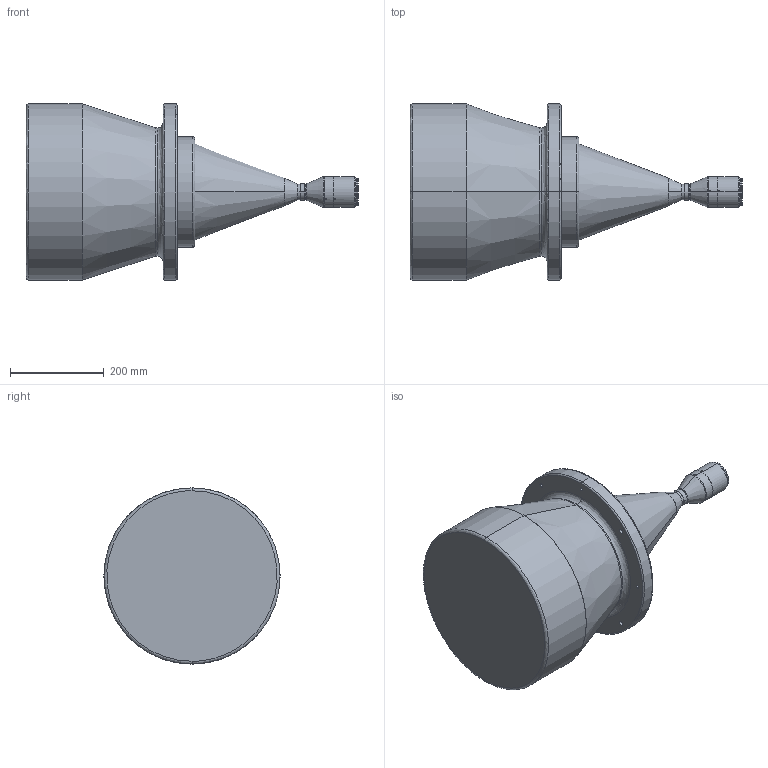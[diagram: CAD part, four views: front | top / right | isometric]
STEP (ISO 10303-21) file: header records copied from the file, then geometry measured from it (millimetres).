
FILE_DESCRIPTION (( 'STEP AP203' ), '1' );
FILE_NAME ('DTCM175-300-M58-AL.STEP', '2019-11-14T08:01:22', ( 'Windows 蚚誧' ), ( '' ), 'SwSTEP 2.0', 'SolidWorks 2017', '' );
FILE_SCHEMA (( 'CONFIG_CONTROL_DESIGN' ));
Length unit declared in the file: millimetre
Products named in the file (1): DTCM175-300-M58-AL
Bounding box: 708.8 x 376 x 376 mm (x, y, z)
Volume: 35658287.8 mm3; surface area: 742100.7 mm2
Topology: 1 solids, 1 shells, 111 faces, 254 edges, 148 vertices
Faces by surface type: cylinder 54, cone 28, bspline 16, plane 11, torus 2
Entity records: 4197 total; most frequent: CARTESIAN_POINT 1716, DIRECTION 518, ORIENTED_EDGE 484, EDGE_CURVE 242, AXIS2_PLACEMENT_3D 218, VERTEX_POINT 148, EDGE_LOOP 142, CIRCLE 122
